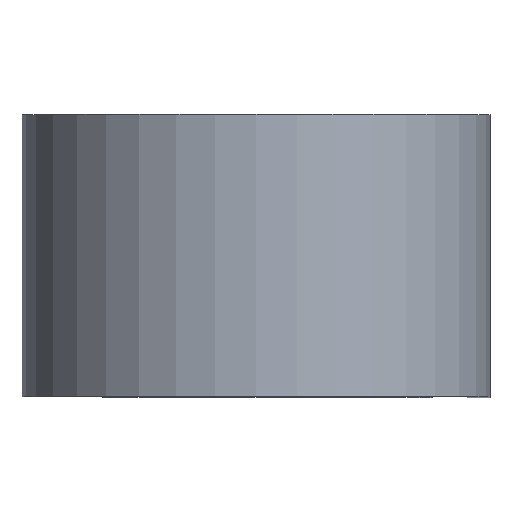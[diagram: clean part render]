
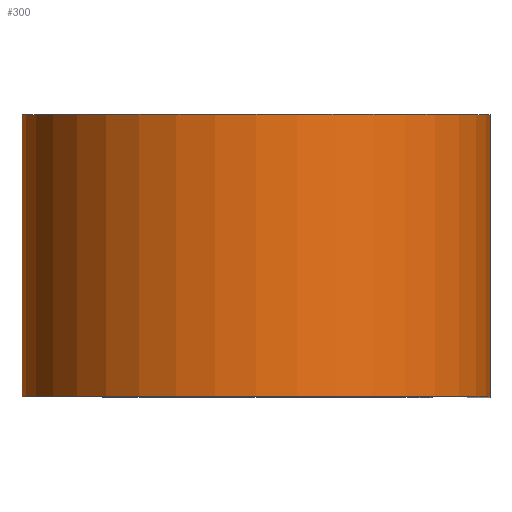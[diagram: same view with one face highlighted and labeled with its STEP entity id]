
A CAD part, top view. The second image highlights one B-rep face of the part: STEP entity #300.
In plain terms, the highlighted cylindrical face has radius 15.812 mm (diameter 31.623 mm), a partial arc.
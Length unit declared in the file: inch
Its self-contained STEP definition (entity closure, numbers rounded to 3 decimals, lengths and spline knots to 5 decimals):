
#26 = CARTESIAN_POINT ( 'NONE',  ( 0., 0.375, 0. ) ) ;
#35 = VERTEX_POINT ( 'NONE', #84 ) ;
#37 = CARTESIAN_POINT ( 'NONE',  ( 0.6225, -0.375, 0. ) ) ;
#58 = DIRECTION ( 'NONE',  ( 0., -1., 0. ) ) ;
#84 = CARTESIAN_POINT ( 'NONE',  ( 0., 0.375, -0.6225 ) ) ;
#101 = CARTESIAN_POINT ( 'NONE',  ( 0., -0.375, -0.6225 ) ) ;
#103 = CARTESIAN_POINT ( 'NONE',  ( 0.6225, 0.375, 0. ) ) ;
#114 = FACE_OUTER_BOUND ( 'NONE', #372, .T. ) ;
#135 = CARTESIAN_POINT ( 'NONE',  ( 0.6225, 0.375, 0. ) ) ;
#157 = AXIS2_PLACEMENT_3D ( 'NONE', #554, #595, #547 ) ;
#173 = ORIENTED_EDGE ( 'NONE', *, *, #438, .F. ) ;
#177 = VERTEX_POINT ( 'NONE', #135 ) ;
#202 = DIRECTION ( 'NONE',  ( 1., 0., 0. ) ) ;
#211 = ORIENTED_EDGE ( 'NONE', *, *, #405, .T. ) ;
#212 = VERTEX_POINT ( 'NONE', #37 ) ;
#251 = DIRECTION ( 'NONE',  ( 0., 1., 0. ) ) ;
#300 = ADVANCED_FACE ( 'NONE', ( #114 ), #545, .T. ) ;
#317 = ORIENTED_EDGE ( 'NONE', *, *, #363, .F. ) ;
#330 = AXIS2_PLACEMENT_3D ( 'NONE', #26, #608, #613 ) ;
#345 = CARTESIAN_POINT ( 'NONE',  ( 0., -0.375, 0. ) ) ;
#363 = EDGE_CURVE ( 'NONE', #35, #177, #519, .T. ) ;
#372 = EDGE_LOOP ( 'NONE', ( #626, #173, #317, #211 ) ) ;
#405 = EDGE_CURVE ( 'NONE', #35, #444, #406, .T. ) ;
#406 = LINE ( 'NONE', #553, #503 ) ;
#438 = EDGE_CURVE ( 'NONE', #177, #212, #469, .T. ) ;
#444 = VERTEX_POINT ( 'NONE', #101 ) ;
#460 = VECTOR ( 'NONE', #58, 39.37008 ) ;
#469 = LINE ( 'NONE', #103, #460 ) ;
#503 = VECTOR ( 'NONE', #548, 39.37008 ) ;
#519 = CIRCLE ( 'NONE', #157, 0.6225 ) ;
#545 = CYLINDRICAL_SURFACE ( 'NONE', #330, 0.6225 ) ;
#547 = DIRECTION ( 'NONE',  ( 1., 0., 0. ) ) ;
#548 = DIRECTION ( 'NONE',  ( 0., -1., 0. ) ) ;
#553 = CARTESIAN_POINT ( 'NONE',  ( 0., 0.375, -0.6225 ) ) ;
#554 = CARTESIAN_POINT ( 'NONE',  ( 0., 0.375, 0. ) ) ;
#582 = AXIS2_PLACEMENT_3D ( 'NONE', #345, #251, #202 ) ;
#595 = DIRECTION ( 'NONE',  ( 0., 1., 0. ) ) ;
#608 = DIRECTION ( 'NONE',  ( 0., -1., 0. ) ) ;
#613 = DIRECTION ( 'NONE',  ( 0., 0., -1. ) ) ;
#622 = EDGE_CURVE ( 'NONE', #444, #212, #624, .T. ) ;
#624 = CIRCLE ( 'NONE', #582, 0.6225 ) ;
#626 = ORIENTED_EDGE ( 'NONE', *, *, #622, .T. ) ;
